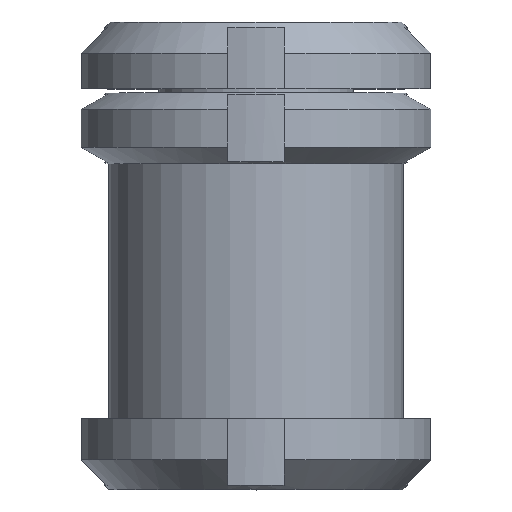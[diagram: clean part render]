
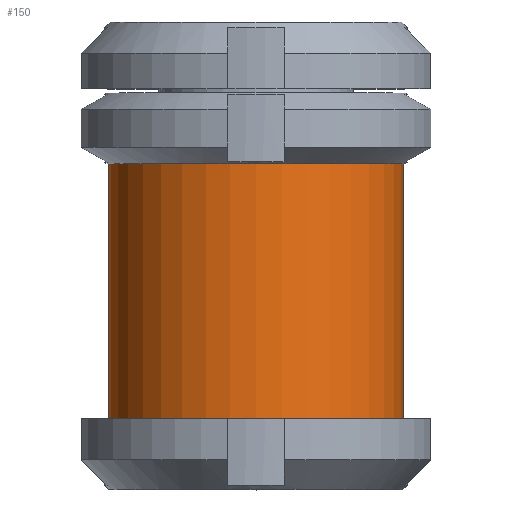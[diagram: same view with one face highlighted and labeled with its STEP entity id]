
A CAD part, top view. The second image highlights one B-rep face of the part: STEP entity #150.
In plain terms, the highlighted cylindrical face has radius 10.401 mm (diameter 20.802 mm), a full revolution.
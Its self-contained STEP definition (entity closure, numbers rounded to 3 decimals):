
#150 = ADVANCED_FACE( '', ( #344, #345 ), #346, .T. );
#344 = FACE_OUTER_BOUND( '', #583, .T. );
#345 = FACE_OUTER_BOUND( '', #584, .T. );
#346 = CYLINDRICAL_SURFACE( '', #585, 10.401 );
#583 = EDGE_LOOP( '', ( #989 ) );
#584 = EDGE_LOOP( '', ( #990 ) );
#585 = AXIS2_PLACEMENT_3D( '', #991, #992, #993 );
#989 = ORIENTED_EDGE( '', *, *, #1477, .T. );
#990 = ORIENTED_EDGE( '', *, *, #1478, .F. );
#991 = CARTESIAN_POINT( '', ( 0., 0., 0. ) );
#992 = DIRECTION( '', ( 0., 1., 0. ) );
#993 = DIRECTION( '', ( 0., 0., -1. ) );
#1477 = EDGE_CURVE( '', #1807, #1807, #1808, .T. );
#1478 = EDGE_CURVE( '', #1809, #1809, #1810, .T. );
#1807 = VERTEX_POINT( '', #2279 );
#1808 = CIRCLE( '', #2280, 10.401 );
#1809 = VERTEX_POINT( '', #2281 );
#1810 = CIRCLE( '', #2282, 10.401 );
#2279 = CARTESIAN_POINT( '', ( 0., 23.01, -10.401 ) );
#2280 = AXIS2_PLACEMENT_3D( '', #2610, #2611, #2612 );
#2281 = CARTESIAN_POINT( '', ( 0., 5., -10.401 ) );
#2282 = AXIS2_PLACEMENT_3D( '', #2613, #2614, #2615 );
#2610 = CARTESIAN_POINT( '', ( 0., 23.01, 0. ) );
#2611 = DIRECTION( '', ( 0., -1., 0. ) );
#2612 = DIRECTION( '', ( 0., 0., -1. ) );
#2613 = CARTESIAN_POINT( '', ( 0., 5., 0. ) );
#2614 = DIRECTION( '', ( 0., -1., 0. ) );
#2615 = DIRECTION( '', ( 0., 0., -1. ) );
